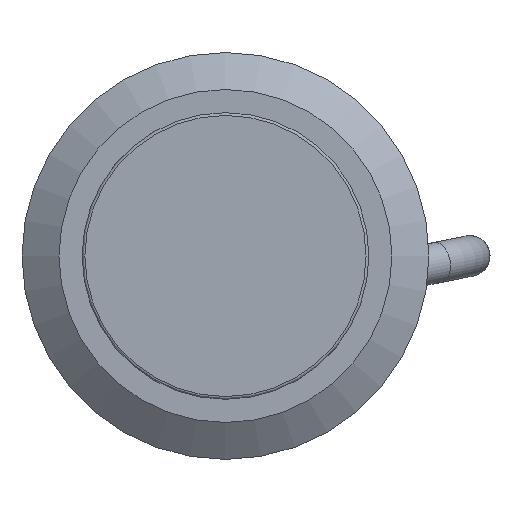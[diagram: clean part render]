
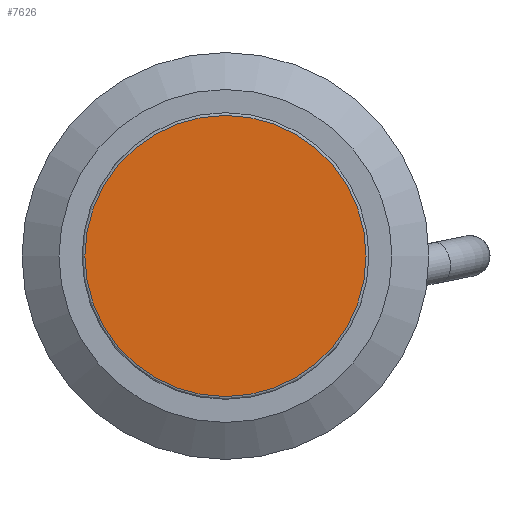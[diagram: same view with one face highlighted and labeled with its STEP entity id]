
A CAD part, front view. The second image highlights one B-rep face of the part: STEP entity #7626.
In plain terms, the highlighted planar face has unit normal (0, -1, 0).
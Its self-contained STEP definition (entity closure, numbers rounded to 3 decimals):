
#196=PLANE('',#8264);
#568=FACE_OUTER_BOUND('',#1006,.T.);
#1006=EDGE_LOOP('',(#6080));
#1586=CIRCLE('',#8262,7.6);
#3543=VERTEX_POINT('',#12525);
#4472=EDGE_CURVE('',#3543,#3543,#1586,.T.);
#6080=ORIENTED_EDGE('',*,*,#4472,.F.);
#7626=ADVANCED_FACE('',(#568),#196,.F.);
#8262=AXIS2_PLACEMENT_3D('',#12527,#9803,#9804);
#8264=AXIS2_PLACEMENT_3D('',#12529,#9807,#9808);
#9803=DIRECTION('center_axis',(0.,1.,0.));
#9804=DIRECTION('ref_axis',(-1.,0.,0.));
#9807=DIRECTION('center_axis',(0.,1.,0.));
#9808=DIRECTION('ref_axis',(-1.,0.,0.));
#12525=CARTESIAN_POINT('',(7.6,-35.,0.));
#12527=CARTESIAN_POINT('Origin',(0.,-35.,0.));
#12529=CARTESIAN_POINT('Origin',(0.,-35.,0.));
